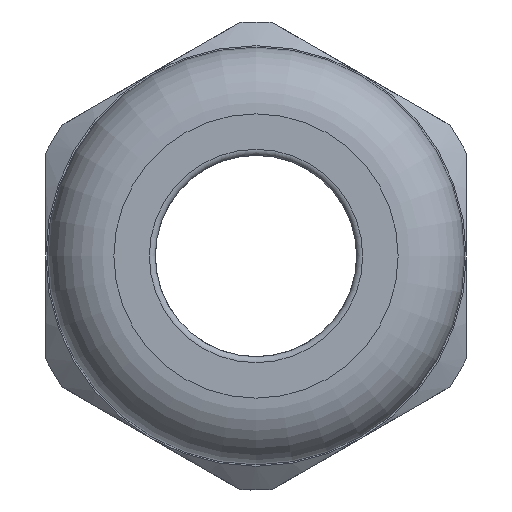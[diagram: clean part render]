
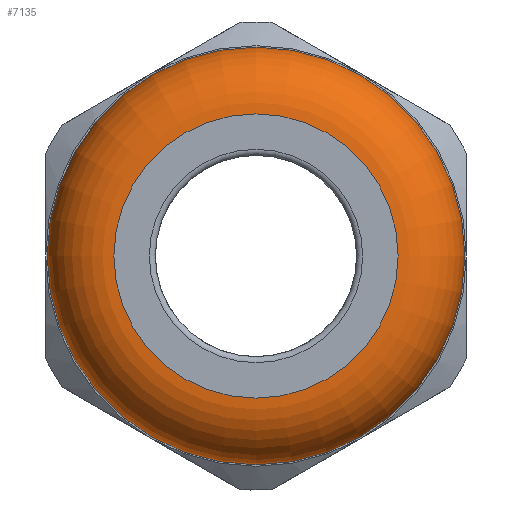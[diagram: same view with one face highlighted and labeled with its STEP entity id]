
A CAD part, left-side view. The second image highlights one B-rep face of the part: STEP entity #7135.
In plain terms, the highlighted toroidal (fillet/blend) face has major radius 4.73 mm and minor radius 2.22 mm.
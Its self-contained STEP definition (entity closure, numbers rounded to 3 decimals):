
#1458=FACE_BOUND('',#2408,.T.);
#1903=FACE_OUTER_BOUND('',#2407,.T.);
#2407=EDGE_LOOP('',(#6640));
#2408=EDGE_LOOP('',(#6641));
#2852=CIRCLE('',#8015,4.73);
#2879=CIRCLE('',#8069,6.95);
#3496=VERTEX_POINT('',#16494);
#3535=VERTEX_POINT('',#16671);
#4510=EDGE_CURVE('',#3496,#3496,#2852,.T.);
#4573=EDGE_CURVE('',#3535,#3535,#2879,.T.);
#6640=ORIENTED_EDGE('',*,*,#4573,.F.);
#6641=ORIENTED_EDGE('',*,*,#4510,.T.);
#6693=TOROIDAL_SURFACE('',#8068,4.73,2.22);
#7135=ADVANCED_FACE('',(#1903,#1458),#6693,.T.);
#8015=AXIS2_PLACEMENT_3D('',#16495,#10069,#10070);
#8068=AXIS2_PLACEMENT_3D('',#16670,#10187,#10188);
#8069=AXIS2_PLACEMENT_3D('',#16672,#10189,#10190);
#10069=DIRECTION('center_axis',(1.,0.,0.));
#10070=DIRECTION('ref_axis',(0.,0.,-1.));
#10187=DIRECTION('center_axis',(1.,0.,0.));
#10188=DIRECTION('ref_axis',(0.,0.,-1.));
#10189=DIRECTION('center_axis',(1.,0.,0.));
#10190=DIRECTION('ref_axis',(0.,0.,-1.));
#16494=CARTESIAN_POINT('',(-13.02,4.73,0.));
#16495=CARTESIAN_POINT('Origin',(-13.02,0.,0.));
#16670=CARTESIAN_POINT('Origin',(-10.8,0.,0.));
#16671=CARTESIAN_POINT('',(-10.8,6.95,0.));
#16672=CARTESIAN_POINT('Origin',(-10.8,0.,0.));
